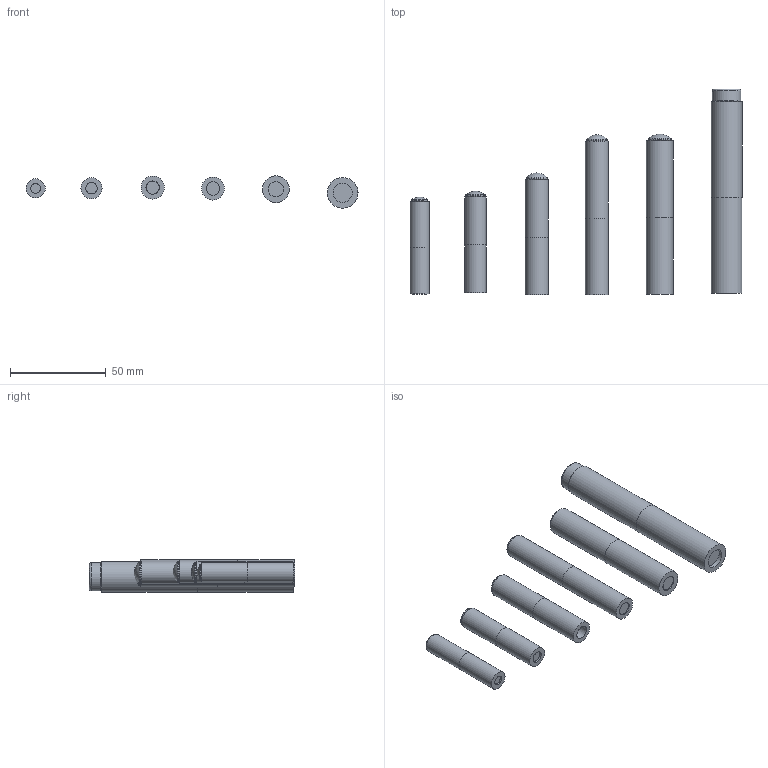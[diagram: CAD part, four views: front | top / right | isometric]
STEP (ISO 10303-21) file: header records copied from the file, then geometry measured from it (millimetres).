
FILE_DESCRIPTION(/* description */ (''),/* implementation_level */ '2;1');
FILE_NAME(/* name */ 'DR_H-PS48-10_M.stp',/* time_stamp */ '2023-02-07T18:01:38+09:00',/* author */ ('user'),/* organization */ (''),/* preprocessor_version */ 'ST-DEVELOPER v15.6',/* originating_system */ 'Autodesk Inventor 2015',/* authorisation */ '');
FILE_SCHEMA (('AUTOMOTIVE_DESIGN { 1 0 10303 214 3 1 1 }'));
Length unit declared in the file: millimetre
Products named in the file (19): DR_H-PS48-10P; DR_H-PS48-10PP; DR_H-PS48-10; DR_H-PS50-11P; DR_H-PS50-11PP; DR_H-PS50-11; DR_H-PS60-12P; DR_H-PS60-12PP; DR_H-PS60-12; DR_H-PS80-12P; DR_H-PS80-12PP; DR_H-PS80-12; DR_H-PS80-14P; DR_H-PS80-14PP; DR_H-PS80-14; DR_H-PS100-16P; DR_H-PS100-16PP; DR_H-PS100-16; DR_H-PS48-10_M
Bounding box: 173 x 107.26 x 16.81 mm (x, y, z)
Volume: 58309.6 mm3; surface area: 40378.2 mm2
Topology: 18 solids, 18 shells, 90 faces, 132 edges, 84 vertices
Faces by surface type: plane 37, cylinder 36, torus 12, sphere 5
Full cylindrical faces by diameter (mm): 5 x3, 6 x3, 6.8 x1, 7 x5, 8 x3, 8.5 x1, 10 x5, 10.5 x1, 11 x4, 12 x4, 12.3 x1, 14 x2, 14.8 x1, 16 x2
Entity records: 1850 total; most frequent: DIRECTION 338, CARTESIAN_POINT 229, AXIS2_PLACEMENT_3D 169, EDGE_LOOP 120, ORIENTED_EDGE 120, FACE_OUTER_BOUND 66, ADVANCED_FACE 66, CIRCLE 60
